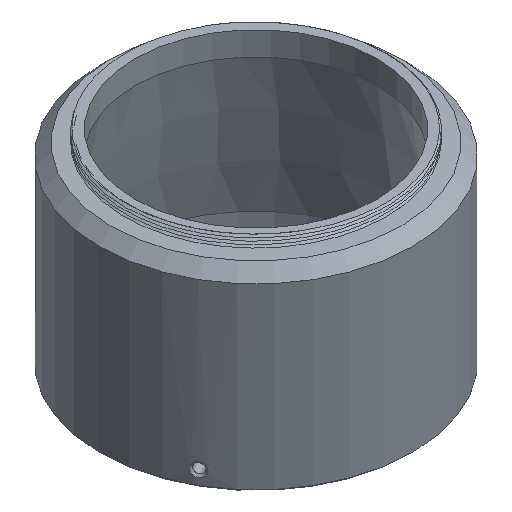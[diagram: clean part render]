
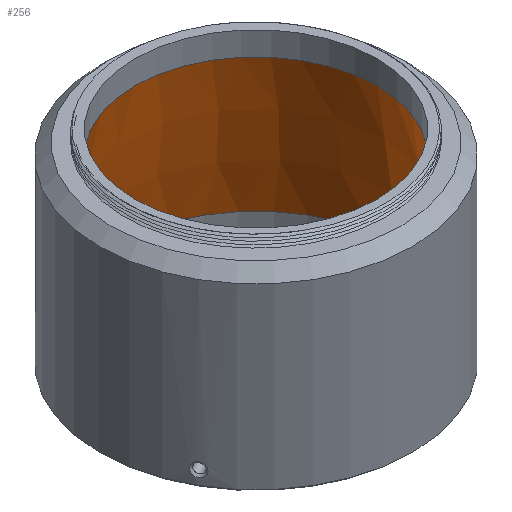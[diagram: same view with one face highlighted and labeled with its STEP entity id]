
A CAD part, isometric view. The second image highlights one B-rep face of the part: STEP entity #256.
In plain terms, the highlighted conical face has half-angle 8.236 degrees and reference radius 31 mm.
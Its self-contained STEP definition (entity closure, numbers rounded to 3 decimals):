
#29=CONICAL_SURFACE('',#293,31.,0.144);
#95=ORIENTED_EDGE('',*,*,#103,.F.);
#96=ORIENTED_EDGE('',*,*,#116,.T.);
#103=EDGE_CURVE('',#127,#127,#146,.T.);
#116=EDGE_CURVE('',#138,#138,#150,.T.);
#127=VERTEX_POINT('',#385);
#138=VERTEX_POINT('',#1100);
#146=CIRCLE('',#275,36.5);
#150=CIRCLE('',#282,31.);
#190=EDGE_LOOP('',(#95));
#191=EDGE_LOOP('',(#96));
#230=FACE_BOUND('',#190,.T.);
#231=FACE_BOUND('',#191,.T.);
#256=ADVANCED_FACE('',(#230,#231),#29,.F.);
#275=AXIS2_PLACEMENT_3D('',#384,#302,#303);
#282=AXIS2_PLACEMENT_3D('',#1099,#316,#317);
#293=AXIS2_PLACEMENT_3D('',#1333,#338,#339);
#302=DIRECTION('',(0.,0.,1.));
#303=DIRECTION('',(1.,0.,0.));
#316=DIRECTION('',(0.,0.,1.));
#317=DIRECTION('',(1.,0.,0.));
#338=DIRECTION('',(0.,0.,-1.));
#339=DIRECTION('',(-1.,0.,0.));
#384=CARTESIAN_POINT('',(0.,0.,111.5));
#385=CARTESIAN_POINT('',(36.5,0.,111.5));
#1099=CARTESIAN_POINT('',(0.,0.,149.5));
#1100=CARTESIAN_POINT('',(31.,0.,149.5));
#1333=CARTESIAN_POINT('',(0.,0.,149.5));
